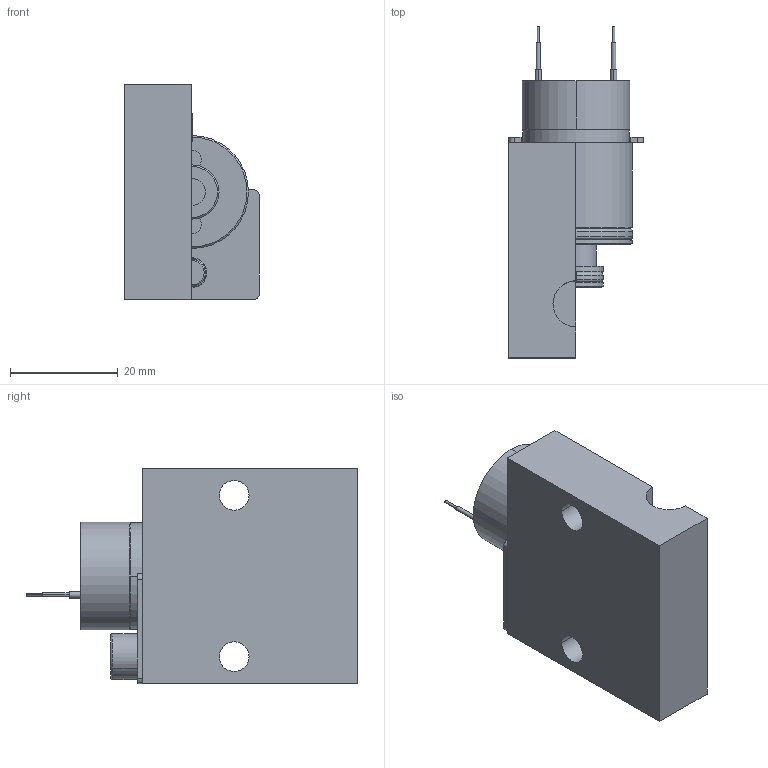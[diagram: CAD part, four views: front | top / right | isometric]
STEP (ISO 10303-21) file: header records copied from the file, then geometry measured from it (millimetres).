
FILE_DESCRIPTION (( 'STEP AP214' ), '1' );
FILE_NAME ('VA 204-1_Montageplatte_offen.STEP', '2019-12-11T07:11:01', ( '' ), ( '' ), 'SwSTEP 2.0', 'SolidWorks 2015', '' );
FILE_SCHEMA (( 'AUTOMOTIVE_DESIGN' ));
Length unit declared in the file: millimetre
Products named in the file (1): VA 204-1_Montageplatte_offen
Bounding box: 25 x 61.7 x 40 mm (x, y, z)
Volume: 24991.5 mm3; surface area: 10880.6 mm2
Topology: 4 solids, 4 shells, 187 faces, 436 edges, 277 vertices
Faces by surface type: cylinder 77, plane 64, cone 23, torus 20, bspline 3
Entity records: 8533 total; most frequent: CARTESIAN_POINT 2076, DIRECTION 966, ORIENTED_EDGE 860, EDGE_CURVE 430, AXIS2_PLACEMENT_3D 388, VERTEX_POINT 277, EDGE_LOOP 219, CIRCLE 203
